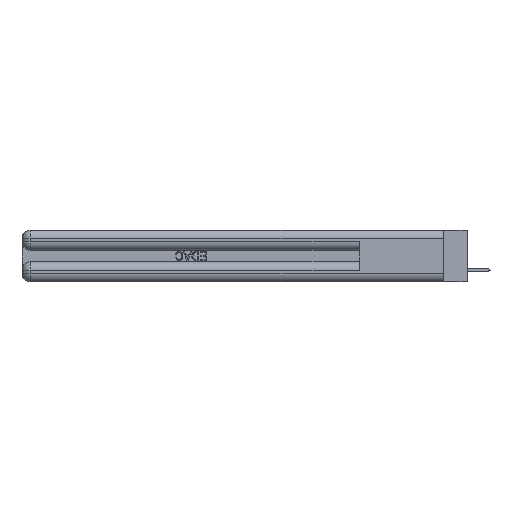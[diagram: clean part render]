
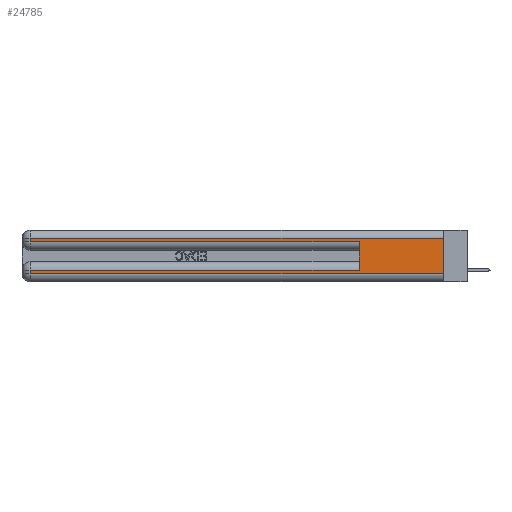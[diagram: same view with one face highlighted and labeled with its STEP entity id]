
A CAD part, left-side view. The second image highlights one B-rep face of the part: STEP entity #24785.
In plain terms, the highlighted planar face has unit normal (-1, 0, 0).
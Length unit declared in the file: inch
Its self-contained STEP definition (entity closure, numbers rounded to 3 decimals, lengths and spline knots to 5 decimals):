
#661 = ORIENTED_EDGE ( 'NONE', *, *, #7667, .T. ) ;
#2510 = CARTESIAN_POINT ( 'NONE',  ( 0., 2.94, 0.37 ) ) ;
#2679 = LINE ( 'NONE', #32095, #5846 ) ;
#2904 = VERTEX_POINT ( 'NONE', #6049 ) ;
#3091 = DIRECTION ( 'NONE',  ( 0., 1., 0. ) ) ;
#3780 = VECTOR ( 'NONE', #11306, 39.37008 ) ;
#4860 = VERTEX_POINT ( 'NONE', #22450 ) ;
#5846 = VECTOR ( 'NONE', #17579, 39.37008 ) ;
#6049 = CARTESIAN_POINT ( 'NONE',  ( 0., 2.94, 0.285 ) ) ;
#6226 = DIRECTION ( 'NONE',  ( 0., -1., 0. ) ) ;
#6892 = DIRECTION ( 'NONE',  ( 0., 1., 0. ) ) ;
#6981 = ORIENTED_EDGE ( 'NONE', *, *, #12205, .F. ) ;
#7667 = EDGE_CURVE ( 'NONE', #22498, #19456, #10281, .T. ) ;
#8788 = CARTESIAN_POINT ( 'NONE',  ( 0., 0., 0.06 ) ) ;
#9094 = EDGE_CURVE ( 'NONE', #35107, #33700, #27774, .T. ) ;
#9215 = CARTESIAN_POINT ( 'NONE',  ( 0., 0., 0.37 ) ) ;
#9415 = ORIENTED_EDGE ( 'NONE', *, *, #37353, .T. ) ;
#10281 = LINE ( 'NONE', #20696, #14897 ) ;
#10737 = CARTESIAN_POINT ( 'NONE',  ( 0., 0., 0.06 ) ) ;
#11018 = ORIENTED_EDGE ( 'NONE', *, *, #9094, .T. ) ;
#11178 = LINE ( 'NONE', #10737, #30151 ) ;
#11306 = DIRECTION ( 'NONE',  ( 0., 0., -1. ) ) ;
#12205 = EDGE_CURVE ( 'NONE', #22498, #25751, #37102, .T. ) ;
#12903 = ORIENTED_EDGE ( 'NONE', *, *, #19035, .T. ) ;
#14789 = LINE ( 'NONE', #2510, #36124 ) ;
#14897 = VECTOR ( 'NONE', #3091, 39.37008 ) ;
#15549 = PLANE ( 'NONE',  #33115 ) ;
#16409 = FACE_OUTER_BOUND ( 'NONE', #32660, .T. ) ;
#17238 = CARTESIAN_POINT ( 'NONE',  ( 0., 2.94, 0.37 ) ) ;
#17579 = DIRECTION ( 'NONE',  ( 0., 0., 1. ) ) ;
#19035 = EDGE_CURVE ( 'NONE', #33700, #4860, #14789, .T. ) ;
#19456 = VERTEX_POINT ( 'NONE', #37804 ) ;
#20696 = CARTESIAN_POINT ( 'NONE',  ( 0., 0., 0.31 ) ) ;
#21282 = LINE ( 'NONE', #17238, #3780 ) ;
#21934 = CARTESIAN_POINT ( 'NONE',  ( 0., 0., 0.31 ) ) ;
#22450 = CARTESIAN_POINT ( 'NONE',  ( 0., 2.94, 0.06 ) ) ;
#22498 = VERTEX_POINT ( 'NONE', #21934 ) ;
#22686 = VECTOR ( 'NONE', #6892, 39.37008 ) ;
#23604 = ORIENTED_EDGE ( 'NONE', *, *, #38178, .T. ) ;
#23652 = VECTOR ( 'NONE', #29757, 39.37008 ) ;
#24785 = ADVANCED_FACE ( 'NONE', ( #16409 ), #15549, .F. ) ;
#25751 = VERTEX_POINT ( 'NONE', #8788 ) ;
#26133 = VECTOR ( 'NONE', #28319, 39.37008 ) ;
#27068 = CARTESIAN_POINT ( 'NONE',  ( 0., 0., 0.37 ) ) ;
#27774 = LINE ( 'NONE', #33113, #22686 ) ;
#27946 = CARTESIAN_POINT ( 'NONE',  ( 0., 0., 0.285 ) ) ;
#28319 = DIRECTION ( 'NONE',  ( 0., -1., 0. ) ) ;
#28325 = ORIENTED_EDGE ( 'NONE', *, *, #35834, .F. ) ;
#29085 = CARTESIAN_POINT ( 'NONE',  ( 0., 0.6, 0.285 ) ) ;
#29757 = DIRECTION ( 'NONE',  ( 0., 0., -1. ) ) ;
#30151 = VECTOR ( 'NONE', #6226, 39.37008 ) ;
#30190 = DIRECTION ( 'NONE',  ( 1., 0., 0. ) ) ;
#32095 = CARTESIAN_POINT ( 'NONE',  ( 0., 0.6, 0.145 ) ) ;
#32660 = EDGE_LOOP ( 'NONE', ( #6981, #661, #23604, #36005, #28325, #11018, #12903, #9415 ) ) ;
#33113 = CARTESIAN_POINT ( 'NONE',  ( 0., 0., 0.085 ) ) ;
#33115 = AXIS2_PLACEMENT_3D ( 'NONE', #27068, #30190, #36280 ) ;
#33700 = VERTEX_POINT ( 'NONE', #36860 ) ;
#34018 = LINE ( 'NONE', #27946, #26133 ) ;
#34097 = CARTESIAN_POINT ( 'NONE',  ( 0., 0.6, 0.085 ) ) ;
#34521 = VERTEX_POINT ( 'NONE', #29085 ) ;
#35107 = VERTEX_POINT ( 'NONE', #34097 ) ;
#35834 = EDGE_CURVE ( 'NONE', #35107, #34521, #2679, .T. ) ;
#36005 = ORIENTED_EDGE ( 'NONE', *, *, #36095, .T. ) ;
#36095 = EDGE_CURVE ( 'NONE', #2904, #34521, #34018, .T. ) ;
#36124 = VECTOR ( 'NONE', #37736, 39.37008 ) ;
#36280 = DIRECTION ( 'NONE',  ( 0., 0., -1. ) ) ;
#36860 = CARTESIAN_POINT ( 'NONE',  ( 0., 2.94, 0.085 ) ) ;
#37102 = LINE ( 'NONE', #9215, #23652 ) ;
#37353 = EDGE_CURVE ( 'NONE', #4860, #25751, #11178, .T. ) ;
#37736 = DIRECTION ( 'NONE',  ( 0., 0., -1. ) ) ;
#37804 = CARTESIAN_POINT ( 'NONE',  ( 0., 2.94, 0.31 ) ) ;
#38178 = EDGE_CURVE ( 'NONE', #19456, #2904, #21282, .T. ) ;
